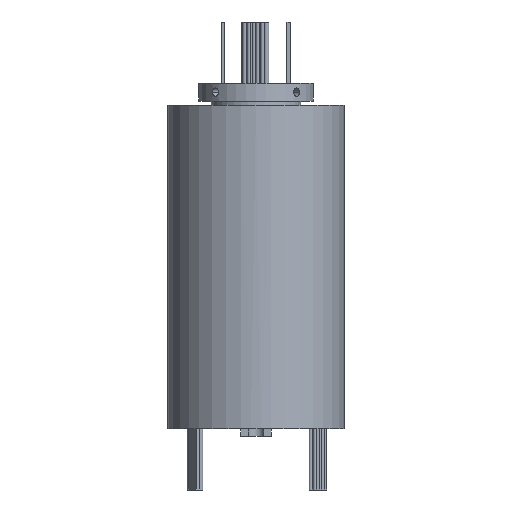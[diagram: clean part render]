
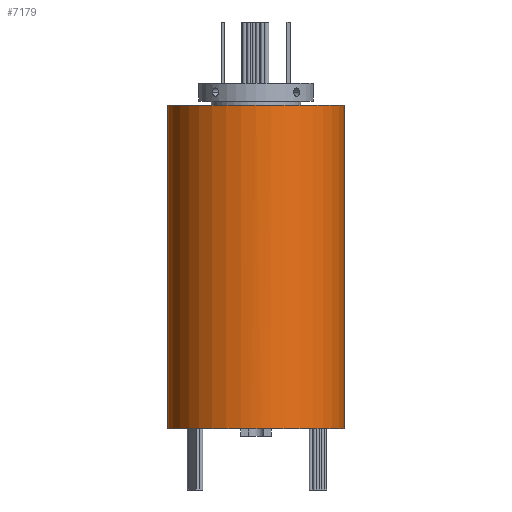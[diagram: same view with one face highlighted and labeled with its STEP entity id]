
A CAD part, front view. The second image highlights one B-rep face of the part: STEP entity #7179.
In plain terms, the highlighted cylindrical face has radius 34.5 mm (diameter 69 mm), a partial arc.
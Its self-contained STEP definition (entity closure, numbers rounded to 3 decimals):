
#74 = FACE_OUTER_BOUND ( 'NONE', #5878, .T. ) ;
#175 = ORIENTED_EDGE ( 'NONE', *, *, #4495, .F. ) ;
#286 = ORIENTED_EDGE ( 'NONE', *, *, #7264, .F. ) ;
#561 = CARTESIAN_POINT ( 'NONE',  ( -34.5, 0., -128.4 ) ) ;
#575 = AXIS2_PLACEMENT_3D ( 'NONE', #1500, #5597, #2083 ) ;
#1089 = CYLINDRICAL_SURFACE ( 'NONE', #1780, 34.5 ) ;
#1158 = DIRECTION ( 'NONE',  ( 0., 0., 1. ) ) ;
#1288 = ORIENTED_EDGE ( 'NONE', *, *, #3608, .T. ) ;
#1409 = CARTESIAN_POINT ( 'NONE',  ( 0., 0., -1.6 ) ) ;
#1416 = CARTESIAN_POINT ( 'NONE',  ( 34.5, 0., -128.4 ) ) ;
#1500 = CARTESIAN_POINT ( 'NONE',  ( 0., 0., -128.4 ) ) ;
#1543 = CARTESIAN_POINT ( 'NONE',  ( -6., -33.974, -128.4 ) ) ;
#1780 = AXIS2_PLACEMENT_3D ( 'NONE', #6768, #4020, #2674 ) ;
#1941 = CARTESIAN_POINT ( 'NONE',  ( -34.5, 0., -128.4 ) ) ;
#2010 = DIRECTION ( 'NONE',  ( -1., 0., 0. ) ) ;
#2083 = DIRECTION ( 'NONE',  ( -1., 0., 0. ) ) ;
#2149 = EDGE_CURVE ( 'NONE', #7400, #5364, #7017, .T. ) ;
#2234 = AXIS2_PLACEMENT_3D ( 'NONE', #2632, #6725, #3235 ) ;
#2578 = EDGE_CURVE ( 'NONE', #5910, #3138, #4423, .T. ) ;
#2632 = CARTESIAN_POINT ( 'NONE',  ( 0., 0., -128.4 ) ) ;
#2652 = VERTEX_POINT ( 'NONE', #3887 ) ;
#2674 = DIRECTION ( 'NONE',  ( 1., 0., 0. ) ) ;
#3097 = DIRECTION ( 'NONE',  ( 0., 0., -1. ) ) ;
#3138 = VERTEX_POINT ( 'NONE', #1941 ) ;
#3235 = DIRECTION ( 'NONE',  ( -1., 0., 0. ) ) ;
#3608 = EDGE_CURVE ( 'NONE', #5364, #7041, #5105, .T. ) ;
#3665 = LINE ( 'NONE', #561, #6591 ) ;
#3887 = CARTESIAN_POINT ( 'NONE',  ( 6., -33.974, -128.4 ) ) ;
#4020 = DIRECTION ( 'NONE',  ( 0., 0., 1. ) ) ;
#4201 = CIRCLE ( 'NONE', #4946, 34.5 ) ;
#4423 = CIRCLE ( 'NONE', #2234, 34.5 ) ;
#4495 = EDGE_CURVE ( 'NONE', #2652, #5910, #4201, .T. ) ;
#4599 = CARTESIAN_POINT ( 'NONE',  ( 34.5, 0., -128.4 ) ) ;
#4946 = AXIS2_PLACEMENT_3D ( 'NONE', #6605, #3097, #7187 ) ;
#5105 = CIRCLE ( 'NONE', #7020, 34.5 ) ;
#5131 = ORIENTED_EDGE ( 'NONE', *, *, #2149, .T. ) ;
#5364 = VERTEX_POINT ( 'NONE', #5960 ) ;
#5456 = VECTOR ( 'NONE', #5521, 1000. ) ;
#5514 = DIRECTION ( 'NONE',  ( 0., 0., -1. ) ) ;
#5521 = DIRECTION ( 'NONE',  ( 0., 0., 1. ) ) ;
#5597 = DIRECTION ( 'NONE',  ( 0., 0., -1. ) ) ;
#5878 = EDGE_LOOP ( 'NONE', ( #286, #7575, #175, #7047, #5131, #1288 ) ) ;
#5910 = VERTEX_POINT ( 'NONE', #1543 ) ;
#5939 = CIRCLE ( 'NONE', #575, 34.5 ) ;
#5960 = CARTESIAN_POINT ( 'NONE',  ( 34.5, 0., -1.6 ) ) ;
#6591 = VECTOR ( 'NONE', #1158, 1000. ) ;
#6605 = CARTESIAN_POINT ( 'NONE',  ( 0., 0., -128.4 ) ) ;
#6633 = CARTESIAN_POINT ( 'NONE',  ( -34.5, 0., -1.6 ) ) ;
#6725 = DIRECTION ( 'NONE',  ( 0., 0., -1. ) ) ;
#6768 = CARTESIAN_POINT ( 'NONE',  ( 0., 0., -128.4 ) ) ;
#7017 = LINE ( 'NONE', #1416, #5456 ) ;
#7020 = AXIS2_PLACEMENT_3D ( 'NONE', #1409, #5514, #2010 ) ;
#7041 = VERTEX_POINT ( 'NONE', #6633 ) ;
#7047 = ORIENTED_EDGE ( 'NONE', *, *, #7155, .F. ) ;
#7155 = EDGE_CURVE ( 'NONE', #7400, #2652, #5939, .T. ) ;
#7179 = ADVANCED_FACE ( 'NONE', ( #74 ), #1089, .T. ) ;
#7187 = DIRECTION ( 'NONE',  ( -1., 0., 0. ) ) ;
#7264 = EDGE_CURVE ( 'NONE', #3138, #7041, #3665, .T. ) ;
#7400 = VERTEX_POINT ( 'NONE', #4599 ) ;
#7575 = ORIENTED_EDGE ( 'NONE', *, *, #2578, .F. ) ;
